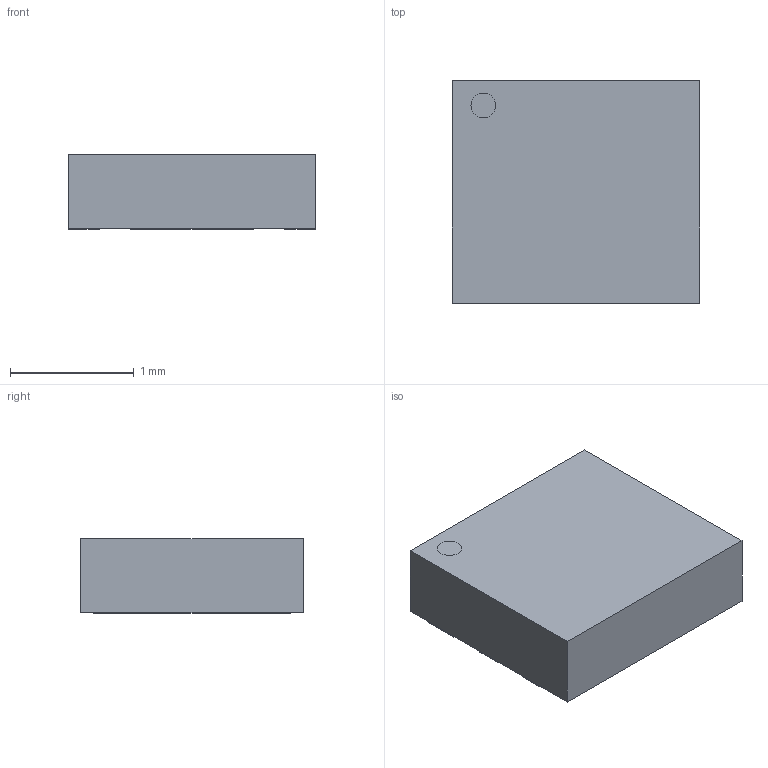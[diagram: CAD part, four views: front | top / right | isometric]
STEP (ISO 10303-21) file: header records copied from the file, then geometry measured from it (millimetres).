
FILE_DESCRIPTION(('FreeCAD Model'),'2;1');
FILE_NAME('Open CASCADE Shape Model','2025-09-02T16:42:32',(''),(''), 'Open CASCADE STEP processor 7.8','FreeCAD','Unknown');
FILE_SCHEMA(('AUTOMOTIVE_DESIGN { 1 0 10303 214 1 1 1 1 }'));
Length unit declared in the file: millimetre
Products named in the file (8): USP_6C; PIN_EP; Body; PIN001; PIN006; PIN2_5; PIN002; Indicator
Assembly tree (10 placements, depth 3):
  USP_6C
    PIN_EP
    Body
    PIN001
    PIN006
    PIN2_5
      PIN002  x4
    Indicator
Bounding box: 2 x 1.8 x 0.6 mm (x, y, z)
Volume: 2.2 mm3; surface area: 15.6 mm2
Topology: 9 solids, 9 shells, 61 faces, 126 edges, 84 vertices
Faces by surface type: plane 59, cylinder 2
Full cylindrical faces by diameter (mm): 0.2 x2
Entity records: 2514 total; most frequent: CARTESIAN_POINT 384, DIRECTION 382, LINE 262, VECTOR 262, ORIENTED_EDGE 180, PCURVE 180, DEFINITIONAL_REPRESENTATION 180, EDGE_CURVE 90
